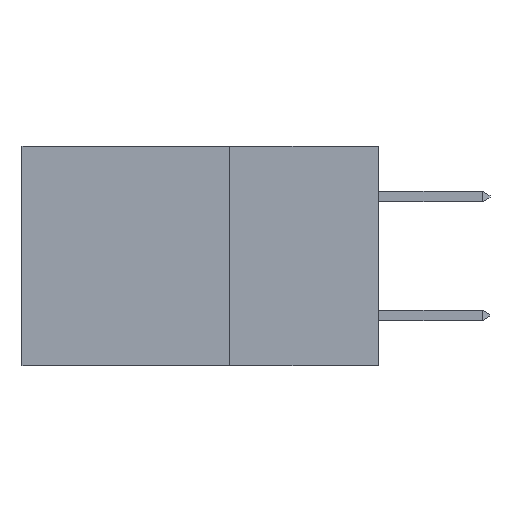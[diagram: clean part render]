
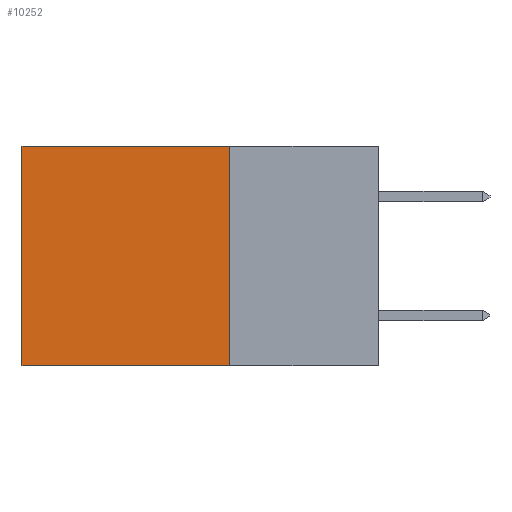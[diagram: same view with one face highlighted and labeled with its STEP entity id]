
A CAD part, left-side view. The second image highlights one B-rep face of the part: STEP entity #10252.
In plain terms, the highlighted planar face has unit normal (-1, 0, 0).
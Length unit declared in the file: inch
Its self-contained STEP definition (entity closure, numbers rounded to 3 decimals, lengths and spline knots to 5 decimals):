
#1189 = DIRECTION ( 'NONE',  ( 0., 1., 0. ) ) ;
#1414 = CARTESIAN_POINT ( 'NONE',  ( 0.298, 0.25, 0. ) ) ;
#1448 = EDGE_CURVE ( 'NONE', #12507, #7823, #12117, .T. ) ;
#1511 = VECTOR ( 'NONE', #12326, 39.37008 ) ;
#1902 = VECTOR ( 'NONE', #10342, 39.37008 ) ;
#2429 = CARTESIAN_POINT ( 'NONE',  ( 0.298, 0.6, 0. ) ) ;
#2472 = DIRECTION ( 'NONE',  ( 0., 0., -1. ) ) ;
#2496 = DIRECTION ( 'NONE',  ( 0., 0., -1. ) ) ;
#2795 = LINE ( 'NONE', #2429, #12315 ) ;
#4062 = AXIS2_PLACEMENT_3D ( 'NONE', #1414, #8248, #2472 ) ;
#4881 = VECTOR ( 'NONE', #1189, 39.37008 ) ;
#5247 = CARTESIAN_POINT ( 'NONE',  ( 0.298, 0.25, 0. ) ) ;
#6021 = ORIENTED_EDGE ( 'NONE', *, *, #8739, .T. ) ;
#6032 = ORIENTED_EDGE ( 'NONE', *, *, #12476, .F. ) ;
#6187 = ORIENTED_EDGE ( 'NONE', *, *, #1448, .F. ) ;
#6203 = ORIENTED_EDGE ( 'NONE', *, *, #7214, .T. ) ;
#6938 = CARTESIAN_POINT ( 'NONE',  ( 0.298, 0.6, -0.37 ) ) ;
#7026 = CARTESIAN_POINT ( 'NONE',  ( 0.298, 0.25, -0.37 ) ) ;
#7214 = EDGE_CURVE ( 'NONE', #12507, #8119, #11479, .T. ) ;
#7376 = EDGE_LOOP ( 'NONE', ( #6021, #6032, #6187, #6203 ) ) ;
#7823 = VERTEX_POINT ( 'NONE', #11664 ) ;
#8119 = VERTEX_POINT ( 'NONE', #9563 ) ;
#8248 = DIRECTION ( 'NONE',  ( 1., 0., 0. ) ) ;
#8739 = EDGE_CURVE ( 'NONE', #8119, #12440, #2795, .T. ) ;
#8993 = LINE ( 'NONE', #7026, #4881 ) ;
#9563 = CARTESIAN_POINT ( 'NONE',  ( 0.298, 0.6, 0. ) ) ;
#10252 = ADVANCED_FACE ( 'NONE', ( #10855 ), #11070, .F. ) ;
#10342 = DIRECTION ( 'NONE',  ( 0., 0., -1. ) ) ;
#10504 = CARTESIAN_POINT ( 'NONE',  ( 0.298, 0.25, 0. ) ) ;
#10855 = FACE_OUTER_BOUND ( 'NONE', #7376, .T. ) ;
#11070 = PLANE ( 'NONE',  #4062 ) ;
#11479 = LINE ( 'NONE', #12497, #1511 ) ;
#11664 = CARTESIAN_POINT ( 'NONE',  ( 0.298, 0.25, -0.37 ) ) ;
#12117 = LINE ( 'NONE', #10504, #1902 ) ;
#12315 = VECTOR ( 'NONE', #2496, 39.37008 ) ;
#12326 = DIRECTION ( 'NONE',  ( 0., 1., 0. ) ) ;
#12440 = VERTEX_POINT ( 'NONE', #6938 ) ;
#12476 = EDGE_CURVE ( 'NONE', #7823, #12440, #8993, .T. ) ;
#12497 = CARTESIAN_POINT ( 'NONE',  ( 0.298, 0.25, 0. ) ) ;
#12507 = VERTEX_POINT ( 'NONE', #5247 ) ;
